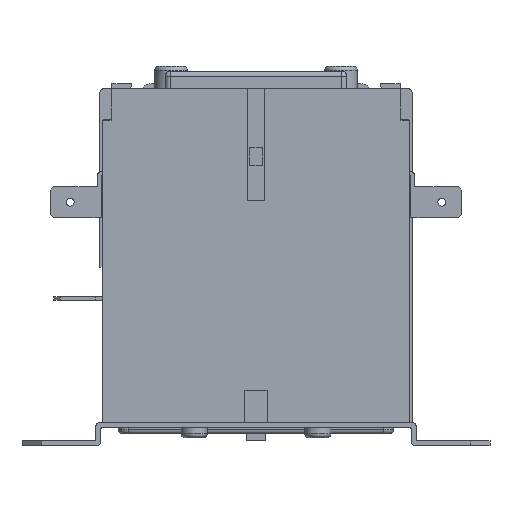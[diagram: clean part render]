
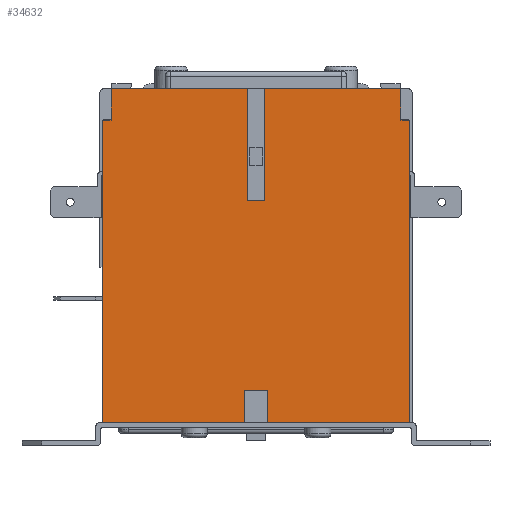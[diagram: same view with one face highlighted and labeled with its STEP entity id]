
A CAD part, front view. The second image highlights one B-rep face of the part: STEP entity #34632.
In plain terms, the highlighted planar face has unit normal (0, -1, 0).
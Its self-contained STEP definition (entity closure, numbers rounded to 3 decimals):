
#1299=FACE_OUTER_BOUND('',#3052,.T.);
#3052=EDGE_LOOP('',(#24062,#24063,#24064,#24065,#24066,#24067,#24068,#24069,
#24070,#24071,#24072,#24073,#24074,#24075,#24076,#24077));
#6136=LINE('',#49968,#10178);
#6146=LINE('',#49988,#10188);
#6193=LINE('',#50084,#10235);
#6251=LINE('',#50203,#10293);
#6255=LINE('',#50214,#10297);
#6288=LINE('',#50281,#10330);
#6333=LINE('',#50367,#10375);
#6335=LINE('',#50370,#10377);
#6339=LINE('',#50379,#10381);
#6343=LINE('',#50386,#10385);
#6346=LINE('',#50392,#10388);
#6347=LINE('',#50394,#10389);
#6348=LINE('',#50395,#10390);
#6349=LINE('',#50397,#10391);
#6350=LINE('',#50399,#10392);
#6351=LINE('',#50400,#10393);
#10178=VECTOR('',#40231,10.);
#10188=VECTOR('',#40243,10.);
#10235=VECTOR('',#40324,10.);
#10293=VECTOR('',#40408,10.);
#10297=VECTOR('',#40416,10.);
#10330=VECTOR('',#40457,10.);
#10375=VECTOR('',#40530,10.);
#10377=VECTOR('',#40534,10.);
#10381=VECTOR('',#40542,10.);
#10385=VECTOR('',#40550,10.);
#10388=VECTOR('',#40557,10.);
#10389=VECTOR('',#40558,10.);
#10390=VECTOR('',#40559,10.);
#10391=VECTOR('',#40560,10.);
#10392=VECTOR('',#40561,10.);
#10393=VECTOR('',#40562,10.);
#14100=VERTEX_POINT('',#49965);
#14101=VERTEX_POINT('',#49967);
#14109=VERTEX_POINT('',#49985);
#14110=VERTEX_POINT('',#49987);
#14141=VERTEX_POINT('',#50081);
#14142=VERTEX_POINT('',#50083);
#14189=VERTEX_POINT('',#50200);
#14190=VERTEX_POINT('',#50202);
#14195=VERTEX_POINT('',#50212);
#14225=VERTEX_POINT('',#50279);
#14252=VERTEX_POINT('',#50365);
#14255=VERTEX_POINT('',#50378);
#14257=VERTEX_POINT('',#50391);
#14258=VERTEX_POINT('',#50393);
#14259=VERTEX_POINT('',#50396);
#14260=VERTEX_POINT('',#50398);
#17728=EDGE_CURVE('',#14100,#14101,#6136,.T.);
#17738=EDGE_CURVE('',#14109,#14110,#6146,.T.);
#17785=EDGE_CURVE('',#14141,#14142,#6193,.T.);
#17846=EDGE_CURVE('',#14189,#14190,#6251,.T.);
#17852=EDGE_CURVE('',#14195,#14141,#6255,.T.);
#17886=EDGE_CURVE('',#14189,#14225,#6288,.T.);
#17931=EDGE_CURVE('',#14109,#14252,#6333,.T.);
#17933=EDGE_CURVE('',#14252,#14142,#6335,.T.);
#17937=EDGE_CURVE('',#14255,#14101,#6339,.T.);
#17941=EDGE_CURVE('',#14225,#14255,#6343,.T.);
#17944=EDGE_CURVE('',#14195,#14257,#6346,.T.);
#17945=EDGE_CURVE('',#14257,#14258,#6347,.T.);
#17946=EDGE_CURVE('',#14258,#14190,#6348,.T.);
#17947=EDGE_CURVE('',#14100,#14259,#6349,.T.);
#17948=EDGE_CURVE('',#14259,#14260,#6350,.T.);
#17949=EDGE_CURVE('',#14260,#14110,#6351,.T.);
#24062=ORIENTED_EDGE('',*,*,#17931,.T.);
#24063=ORIENTED_EDGE('',*,*,#17933,.T.);
#24064=ORIENTED_EDGE('',*,*,#17785,.F.);
#24065=ORIENTED_EDGE('',*,*,#17852,.F.);
#24066=ORIENTED_EDGE('',*,*,#17944,.T.);
#24067=ORIENTED_EDGE('',*,*,#17945,.T.);
#24068=ORIENTED_EDGE('',*,*,#17946,.T.);
#24069=ORIENTED_EDGE('',*,*,#17846,.F.);
#24070=ORIENTED_EDGE('',*,*,#17886,.T.);
#24071=ORIENTED_EDGE('',*,*,#17941,.T.);
#24072=ORIENTED_EDGE('',*,*,#17937,.T.);
#24073=ORIENTED_EDGE('',*,*,#17728,.F.);
#24074=ORIENTED_EDGE('',*,*,#17947,.T.);
#24075=ORIENTED_EDGE('',*,*,#17948,.T.);
#24076=ORIENTED_EDGE('',*,*,#17949,.T.);
#24077=ORIENTED_EDGE('',*,*,#17738,.F.);
#31431=PLANE('',#36498);
#34632=ADVANCED_FACE('',(#1299),#31431,.T.);
#36498=AXIS2_PLACEMENT_3D('',#50390,#40555,#40556);
#40231=DIRECTION('',(1.,0.,0.));
#40243=DIRECTION('',(1.,0.,0.));
#40324=DIRECTION('',(0.,0.,1.));
#40408=DIRECTION('',(-1.,0.,0.));
#40416=DIRECTION('',(-1.,0.,0.));
#40457=DIRECTION('',(0.,0.,1.));
#40530=DIRECTION('',(0.,0.,-1.));
#40534=DIRECTION('',(-1.,0.,0.));
#40542=DIRECTION('',(0.,0.,1.));
#40550=DIRECTION('',(-1.,0.,0.));
#40555=DIRECTION('center_axis',(0.,-1.,0.));
#40556=DIRECTION('ref_axis',(1.,0.,0.));
#40557=DIRECTION('',(0.,0.,1.));
#40558=DIRECTION('',(1.,0.,0.));
#40559=DIRECTION('',(0.,0.,-1.));
#40560=DIRECTION('',(0.,0.,-1.));
#40561=DIRECTION('',(-1.,0.,0.));
#40562=DIRECTION('',(0.,0.,1.));
#49965=CARTESIAN_POINT('',(1.8,-63.25,68.));
#49967=CARTESIAN_POINT('',(29.5,-63.25,68.));
#49968=CARTESIAN_POINT('',(-31.3,-63.25,68.));
#49985=CARTESIAN_POINT('',(-29.5,-63.25,68.));
#49987=CARTESIAN_POINT('',(-1.8,-63.25,68.));
#49988=CARTESIAN_POINT('',(-31.3,-63.25,68.));
#50081=CARTESIAN_POINT('',(-31.3,-63.25,0.));
#50083=CARTESIAN_POINT('',(-31.3,-63.25,61.5));
#50084=CARTESIAN_POINT('',(-31.3,-63.25,0.));
#50200=CARTESIAN_POINT('',(31.3,-63.25,0.));
#50202=CARTESIAN_POINT('',(2.4,-63.25,0.));
#50203=CARTESIAN_POINT('',(-31.55,-63.25,0.));
#50212=CARTESIAN_POINT('',(-2.4,-63.25,0.));
#50214=CARTESIAN_POINT('',(-31.55,-63.25,0.));
#50279=CARTESIAN_POINT('',(31.3,-63.25,61.5));
#50281=CARTESIAN_POINT('',(31.3,-63.25,0.));
#50365=CARTESIAN_POINT('',(-29.5,-63.25,61.5));
#50367=CARTESIAN_POINT('',(-29.5,-63.25,34.));
#50370=CARTESIAN_POINT('',(-30.275,-63.25,61.5));
#50378=CARTESIAN_POINT('',(29.5,-63.25,61.5));
#50379=CARTESIAN_POINT('',(29.5,-63.25,34.));
#50386=CARTESIAN_POINT('',(-1.025,-63.25,61.5));
#50390=CARTESIAN_POINT('Origin',(-31.3,-63.25,0.));
#50391=CARTESIAN_POINT('',(-2.4,-63.25,6.6));
#50392=CARTESIAN_POINT('',(-2.4,-63.25,0.));
#50393=CARTESIAN_POINT('',(2.4,-63.25,6.6));
#50394=CARTESIAN_POINT('',(-16.85,-63.25,6.6));
#50395=CARTESIAN_POINT('',(2.4,-63.25,3.3));
#50396=CARTESIAN_POINT('',(1.8,-63.25,45.1));
#50397=CARTESIAN_POINT('',(1.8,-63.25,34.));
#50398=CARTESIAN_POINT('',(-1.8,-63.25,45.1));
#50399=CARTESIAN_POINT('',(-14.75,-63.25,45.1));
#50400=CARTESIAN_POINT('',(-1.8,-63.25,22.55));
